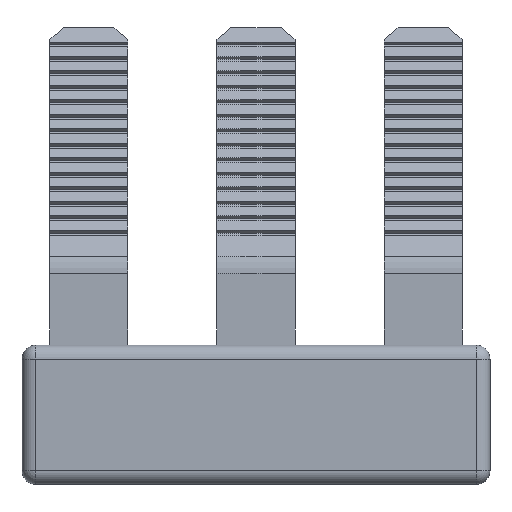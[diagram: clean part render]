
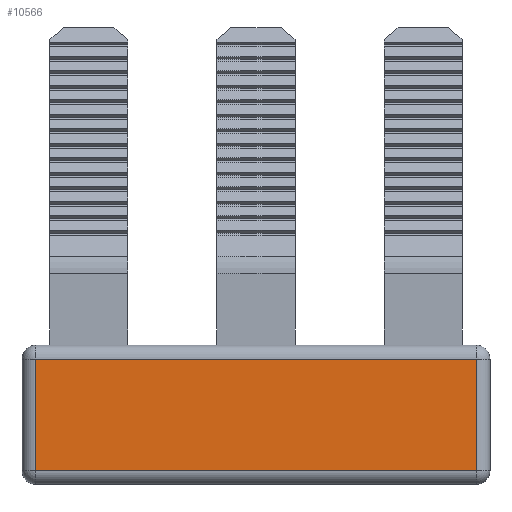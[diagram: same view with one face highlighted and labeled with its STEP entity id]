
A CAD part, front view. The second image highlights one B-rep face of the part: STEP entity #10566.
In plain terms, the highlighted planar face has unit normal (0, -1, 0).
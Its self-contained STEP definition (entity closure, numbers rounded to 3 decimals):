
#179 = DIRECTION ( 'NONE',  ( 0., -1., 0. ) ) ;
#197 = LINE ( 'NONE', #10201, #7063 ) ;
#400 = LINE ( 'NONE', #9364, #540 ) ;
#466 = VERTEX_POINT ( 'NONE', #4421 ) ;
#540 = VECTOR ( 'NONE', #4329, 1000. ) ;
#2172 = CARTESIAN_POINT ( 'NONE',  ( 0., -1.1, 0. ) ) ;
#2229 = VECTOR ( 'NONE', #6547, 1000. ) ;
#2269 = VERTEX_POINT ( 'NONE', #7221 ) ;
#2830 = EDGE_CURVE ( 'NONE', #466, #6244, #197, .T. ) ;
#3473 = CARTESIAN_POINT ( 'NONE',  ( -13.1, -1.1, 3.927 ) ) ;
#3576 = LINE ( 'NONE', #12616, #2229 ) ;
#4078 = AXIS2_PLACEMENT_3D ( 'NONE', #2172, #179, #5141 ) ;
#4329 = DIRECTION ( 'NONE',  ( -1., 0., 0. ) ) ;
#4421 = CARTESIAN_POINT ( 'NONE',  ( -28.9, -1.1, 3.927 ) ) ;
#4674 = VERTEX_POINT ( 'NONE', #3473 ) ;
#5141 = DIRECTION ( 'NONE',  ( 0., 0., -1. ) ) ;
#5449 = CARTESIAN_POINT ( 'NONE',  ( -28.9, -1.1, -0.073 ) ) ;
#5846 = PLANE ( 'NONE',  #4078 ) ;
#6186 = ORIENTED_EDGE ( 'NONE', *, *, #6644, .T. ) ;
#6244 = VERTEX_POINT ( 'NONE', #5449 ) ;
#6547 = DIRECTION ( 'NONE',  ( 1., 0., 0. ) ) ;
#6644 = EDGE_CURVE ( 'NONE', #4674, #466, #400, .T. ) ;
#6888 = LINE ( 'NONE', #8963, #9005 ) ;
#7006 = FACE_OUTER_BOUND ( 'NONE', #11851, .T. ) ;
#7027 = DIRECTION ( 'NONE',  ( 0., 0., -1. ) ) ;
#7063 = VECTOR ( 'NONE', #7027, 1000. ) ;
#7221 = CARTESIAN_POINT ( 'NONE',  ( -13.1, -1.1, -0.073 ) ) ;
#8963 = CARTESIAN_POINT ( 'NONE',  ( -13.1, -1.1, 3.927 ) ) ;
#8966 = EDGE_CURVE ( 'NONE', #2269, #4674, #6888, .T. ) ;
#9005 = VECTOR ( 'NONE', #10765, 1000. ) ;
#9364 = CARTESIAN_POINT ( 'NONE',  ( -28.9, -1.1, 3.927 ) ) ;
#9522 = ORIENTED_EDGE ( 'NONE', *, *, #8966, .T. ) ;
#9673 = ORIENTED_EDGE ( 'NONE', *, *, #9693, .T. ) ;
#9693 = EDGE_CURVE ( 'NONE', #6244, #2269, #3576, .T. ) ;
#9904 = ORIENTED_EDGE ( 'NONE', *, *, #2830, .T. ) ;
#10201 = CARTESIAN_POINT ( 'NONE',  ( -28.9, -1.1, -0.073 ) ) ;
#10566 = ADVANCED_FACE ( 'NONE', ( #7006 ), #5846, .T. ) ;
#10765 = DIRECTION ( 'NONE',  ( 0., 0., 1. ) ) ;
#11851 = EDGE_LOOP ( 'NONE', ( #9673, #9522, #6186, #9904 ) ) ;
#12616 = CARTESIAN_POINT ( 'NONE',  ( 28.9, -1.1, -0.073 ) ) ;
